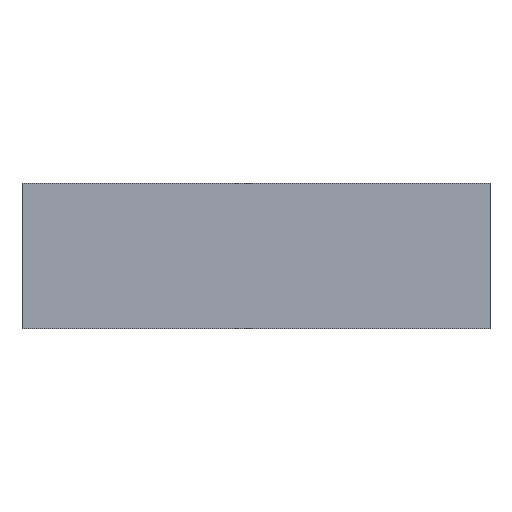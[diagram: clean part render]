
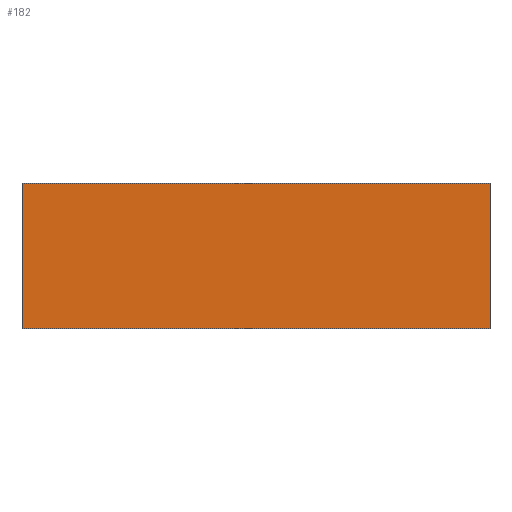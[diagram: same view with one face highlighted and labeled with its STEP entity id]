
A CAD part, top view. The second image highlights one B-rep face of the part: STEP entity #182.
In plain terms, the highlighted planar face has unit normal (0, 0, 1).
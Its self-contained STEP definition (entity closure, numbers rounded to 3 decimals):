
#62=CARTESIAN_POINT('',(0.0,0.0,1.5));
#63=VERTEX_POINT('',#62);
#70=CARTESIAN_POINT('',(0.0,33.0,1.5));
#71=VERTEX_POINT('',#70);
#72=CARTESIAN_POINT('',(0.0,33.0,1.5));
#73=DIRECTION('',(0.0,-1.0,0.0));
#74=VECTOR('',#73,33.0);
#75=LINE('',#72,#74);
#76=EDGE_CURVE('',#71,#63,#75,.T.);
#100=CARTESIAN_POINT('',(106.0,0.0,1.5));
#101=VERTEX_POINT('',#100);
#108=CARTESIAN_POINT('',(0.0,0.0,1.5));
#109=DIRECTION('',(1.0,0.0,-0.0));
#110=VECTOR('',#109,106.0);
#111=LINE('',#108,#110);
#112=EDGE_CURVE('',#63,#101,#111,.T.);
#131=CARTESIAN_POINT('',(106.0,33.0,1.5));
#132=VERTEX_POINT('',#131);
#139=CARTESIAN_POINT('',(106.0,0.0,1.5));
#140=DIRECTION('',(0.0,1.0,0.0));
#141=VECTOR('',#140,33.0);
#142=LINE('',#139,#141);
#143=EDGE_CURVE('',#101,#132,#142,.T.);
#161=CARTESIAN_POINT('',(106.0,33.0,1.5));
#162=DIRECTION('',(-1.0,0.0,0.0));
#163=VECTOR('',#162,106.0);
#164=LINE('',#161,#163);
#165=EDGE_CURVE('',#132,#71,#164,.T.);
#171=CARTESIAN_POINT('',(0.0,0.0,1.5));
#172=DIRECTION('',(0.0,0.0,-1.0));
#173=DIRECTION('',(-1.0,0.0,0.0));
#174=AXIS2_PLACEMENT_3D('',#171,#172,#173);
#175=PLANE('',#174);
#176=ORIENTED_EDGE('',*,*,#76,.T.);
#177=ORIENTED_EDGE('',*,*,#112,.T.);
#178=ORIENTED_EDGE('',*,*,#143,.T.);
#179=ORIENTED_EDGE('',*,*,#165,.T.);
#180=EDGE_LOOP('',(#176,#177,#178,#179));
#181=FACE_BOUND('',#180,.T.);
#182=ADVANCED_FACE('',(#181),#175,.F.);
